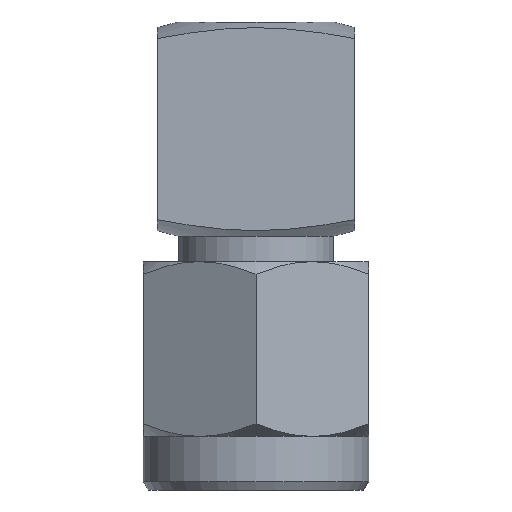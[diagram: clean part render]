
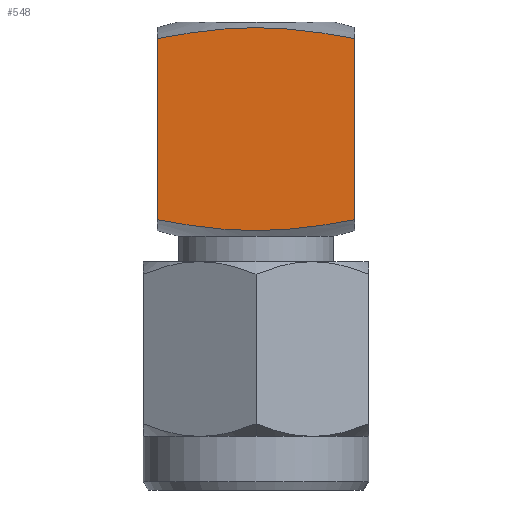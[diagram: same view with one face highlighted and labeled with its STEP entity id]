
A CAD part, front view. The second image highlights one B-rep face of the part: STEP entity #548.
In plain terms, the highlighted planar face has unit normal (0, -1, 0).
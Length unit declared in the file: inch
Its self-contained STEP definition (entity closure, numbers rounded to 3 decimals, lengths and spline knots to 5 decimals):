
#21 = AXIS2_PLACEMENT_3D ( 'NONE', #1652, #1660, #1661 ) ;
#135 = ORIENTED_EDGE ( 'NONE', *, *, #754, .F. ) ;
#258 = EDGE_LOOP ( 'NONE', ( #135, #1078, #1011, #1072 ) ) ;
#548 = ADVANCED_FACE ( 'NONE', ( #921 ), #1657, .F. ) ;
#611 = B_SPLINE_CURVE_WITH_KNOTS ( 'NONE', 3,
 ( #2082, #2089, #2093, #2094, #2095, #2096, #2097, #2098, #2099, #2100 ),
 .UNSPECIFIED., .F., .F.,
 ( 4, 2, 2, 2, 4 ),
 ( 0.00355, 0.00532, 0.00709, 0.00885, 0.01062 ),
 .UNSPECIFIED. ) ;
#639 = B_SPLINE_CURVE_WITH_KNOTS ( 'NONE', 3,
 ( #1980, #1981, #1985, #1986, #1987, #1988, #1989, #1990, #1991, #1992 ),
 .UNSPECIFIED., .F., .F.,
 ( 4, 2, 2, 2, 4 ),
 ( 0.01121, 0.01298, 0.01474, 0.0165, 0.01827 ),
 .UNSPECIFIED. ) ;
#737 = EDGE_CURVE ( 'NONE', #1169, #1093, #2860, .T. ) ;
#754 = EDGE_CURVE ( 'NONE', #1154, #1259, #2688, .T. ) ;
#788 = EDGE_CURVE ( 'NONE', #1154, #1093, #639, .T. ) ;
#814 = EDGE_CURVE ( 'NONE', #1169, #1259, #611, .T. ) ;
#921 = FACE_OUTER_BOUND ( 'NONE', #258, .T. ) ;
#1011 = ORIENTED_EDGE ( 'NONE', *, *, #737, .F. ) ;
#1072 = ORIENTED_EDGE ( 'NONE', *, *, #814, .T. ) ;
#1078 = ORIENTED_EDGE ( 'NONE', *, *, #788, .T. ) ;
#1093 = VERTEX_POINT ( 'NONE', #2283 ) ;
#1154 = VERTEX_POINT ( 'NONE', #2325 ) ;
#1169 = VERTEX_POINT ( 'NONE', #2281 ) ;
#1259 = VERTEX_POINT ( 'NONE', #2337 ) ;
#1652 = CARTESIAN_POINT ( 'NONE',  ( -0.1378, 0., 0.14961 ) ) ;
#1657 = PLANE ( 'NONE',  #21 ) ;
#1660 = DIRECTION ( 'NONE',  ( 0., 1., 0. ) ) ;
#1661 = DIRECTION ( 'NONE',  ( 0., 0., 1. ) ) ;
#1812 = DIRECTION ( 'NONE',  ( 0., 0., 1. ) ) ;
#1817 = CARTESIAN_POINT ( 'NONE',  ( -0.1378, 0., -0.14961 ) ) ;
#1873 = CARTESIAN_POINT ( 'NONE',  ( 0.1378, 0., -0.14961 ) ) ;
#1874 = DIRECTION ( 'NONE',  ( 0., 0., -1. ) ) ;
#1980 = CARTESIAN_POINT ( 'NONE',  ( 0.1378, 0., 0.12646 ) ) ;
#1981 = CARTESIAN_POINT ( 'NONE',  ( 0.11503, 0., 0.13078 ) ) ;
#1985 = CARTESIAN_POINT ( 'NONE',  ( 0.09212, 0., 0.13461 ) ) ;
#1986 = CARTESIAN_POINT ( 'NONE',  ( 0.04594, 0., 0.14015 ) ) ;
#1987 = CARTESIAN_POINT ( 'NONE',  ( 0.02289, 0., 0.14176 ) ) ;
#1988 = CARTESIAN_POINT ( 'NONE',  ( -0.02316, 0., 0.14175 ) ) ;
#1989 = CARTESIAN_POINT ( 'NONE',  ( -0.04614, 0., 0.14013 ) ) ;
#1990 = CARTESIAN_POINT ( 'NONE',  ( -0.09205, 0., 0.13462 ) ) ;
#1991 = CARTESIAN_POINT ( 'NONE',  ( -0.115, 0., 0.13078 ) ) ;
#1992 = CARTESIAN_POINT ( 'NONE',  ( -0.1378, 0., 0.12646 ) ) ;
#2082 = CARTESIAN_POINT ( 'NONE',  ( -0.1378, 0., -0.12646 ) ) ;
#2089 = CARTESIAN_POINT ( 'NONE',  ( -0.115, 0., -0.13078 ) ) ;
#2093 = CARTESIAN_POINT ( 'NONE',  ( -0.09205, 0., -0.13462 ) ) ;
#2094 = CARTESIAN_POINT ( 'NONE',  ( -0.04614, 0., -0.14013 ) ) ;
#2095 = CARTESIAN_POINT ( 'NONE',  ( -0.02316, 0., -0.14175 ) ) ;
#2096 = CARTESIAN_POINT ( 'NONE',  ( 0.02289, 0., -0.14176 ) ) ;
#2097 = CARTESIAN_POINT ( 'NONE',  ( 0.04594, 0., -0.14015 ) ) ;
#2098 = CARTESIAN_POINT ( 'NONE',  ( 0.09212, 0., -0.13461 ) ) ;
#2099 = CARTESIAN_POINT ( 'NONE',  ( 0.11503, 0., -0.13078 ) ) ;
#2100 = CARTESIAN_POINT ( 'NONE',  ( 0.1378, 0., -0.12646 ) ) ;
#2281 = CARTESIAN_POINT ( 'NONE',  ( -0.1378, 0., -0.12646 ) ) ;
#2283 = CARTESIAN_POINT ( 'NONE',  ( -0.1378, 0., 0.12646 ) ) ;
#2325 = CARTESIAN_POINT ( 'NONE',  ( 0.1378, 0., 0.12646 ) ) ;
#2337 = CARTESIAN_POINT ( 'NONE',  ( 0.1378, 0., -0.12646 ) ) ;
#2688 = LINE ( 'NONE', #1873, #2732 ) ;
#2732 = VECTOR ( 'NONE', #1874, 39.37008 ) ;
#2735 = VECTOR ( 'NONE', #1812, 39.37008 ) ;
#2860 = LINE ( 'NONE', #1817, #2735 ) ;
